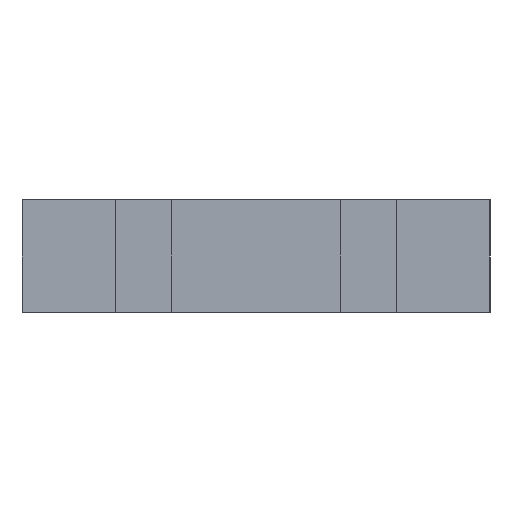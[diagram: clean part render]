
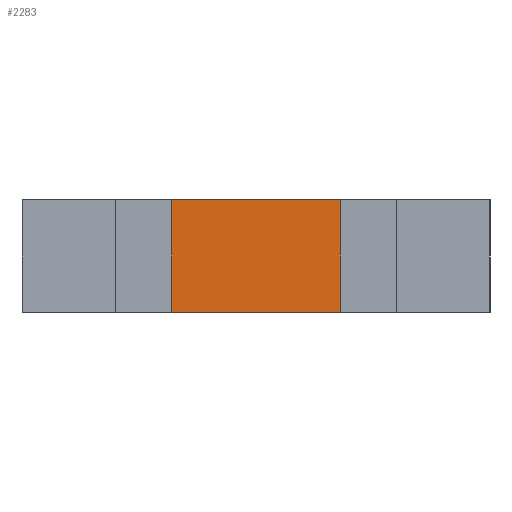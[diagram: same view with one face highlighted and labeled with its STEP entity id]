
A CAD part, left-side view. The second image highlights one B-rep face of the part: STEP entity #2283.
In plain terms, the highlighted planar face has unit normal (-1, 0, 0).
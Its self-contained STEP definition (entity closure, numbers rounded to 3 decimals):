
#129=FACE_OUTER_BOUND('',#246,.T.);
#246=EDGE_LOOP('',(#1593,#1594,#1595,#1596));
#428=LINE('',#3285,#718);
#430=LINE('',#3289,#720);
#431=LINE('',#3291,#721);
#432=LINE('',#3292,#722);
#718=VECTOR('',#2663,10.);
#720=VECTOR('',#2667,10.);
#721=VECTOR('',#2668,10.);
#722=VECTOR('',#2669,10.);
#999=VERTEX_POINT('',#3282);
#1000=VERTEX_POINT('',#3284);
#1001=VERTEX_POINT('',#3288);
#1002=VERTEX_POINT('',#3290);
#1236=EDGE_CURVE('',#1000,#999,#428,.T.);
#1238=EDGE_CURVE('',#1001,#999,#430,.T.);
#1239=EDGE_CURVE('',#1002,#1001,#431,.T.);
#1240=EDGE_CURVE('',#1000,#1002,#432,.T.);
#1593=ORIENTED_EDGE('',*,*,#1236,.T.);
#1594=ORIENTED_EDGE('',*,*,#1238,.F.);
#1595=ORIENTED_EDGE('',*,*,#1239,.F.);
#1596=ORIENTED_EDGE('',*,*,#1240,.F.);
#2182=PLANE('',#2422);
#2283=ADVANCED_FACE('',(#129),#2182,.T.);
#2422=AXIS2_PLACEMENT_3D('',#3287,#2665,#2666);
#2663=DIRECTION('',(0.,0.,1.));
#2665=DIRECTION('center_axis',(-1.,0.,0.));
#2666=DIRECTION('ref_axis',(0.,-1.,0.));
#2667=DIRECTION('',(0.,-1.,0.));
#2668=DIRECTION('',(0.,0.,1.));
#2669=DIRECTION('',(0.,1.,0.));
#3282=CARTESIAN_POINT('',(-329.5,96.,10.));
#3284=CARTESIAN_POINT('',(-329.5,96.,-2.));
#3285=CARTESIAN_POINT('',(-329.5,96.,0.));
#3287=CARTESIAN_POINT('Origin',(-329.5,114.,0.));
#3288=CARTESIAN_POINT('',(-329.5,114.,10.));
#3289=CARTESIAN_POINT('',(-329.5,90.,10.));
#3290=CARTESIAN_POINT('',(-329.5,114.,-2.));
#3291=CARTESIAN_POINT('',(-329.5,114.,0.));
#3292=CARTESIAN_POINT('',(-329.5,90.,-2.));
